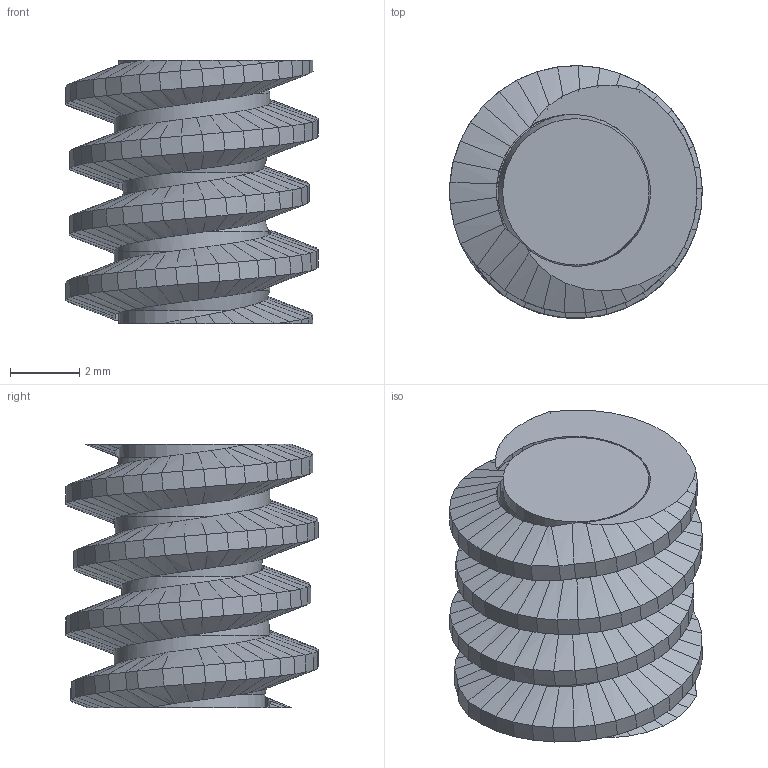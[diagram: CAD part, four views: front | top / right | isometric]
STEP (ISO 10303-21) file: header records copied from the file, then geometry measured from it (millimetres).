
FILE_DESCRIPTION(('Open CASCADE Model'),'2;1');
FILE_NAME('Open CASCADE Shape Model','2026-02-01T19:01:30',('Author'),( 'Open CASCADE'),'Open CASCADE STEP processor 7.8','build123d', 'Unknown');
FILE_SCHEMA(('AUTOMOTIVE_DESIGN { 1 0 10303 214 1 1 1 1 }'));
Length unit declared in the file: millimetre
Products named in the file (1): COMPOUND
Bounding box: 7.28 x 7.29 x 7.6 mm (x, y, z)
Volume: 205.2 mm3; surface area: 457.2 mm2
Topology: 1 solids, 1 shells, 660 faces, 1491 edges, 825 vertices
Faces by surface type: bspline 632, cone 22, plane 4, cylinder 2
Full cylindrical faces by diameter (mm): 4.49 x2
Entity records: 42011 total; most frequent: CARTESIAN_POINT 16083, DIRECTION 3050, ORIENTED_EDGE 2982, PCURVE 2982, DEFINITIONAL_REPRESENTATION 2982, LINE 2936, VECTOR 2936, B_SPLINE_CURVE_WITH_KNOTS 1508
